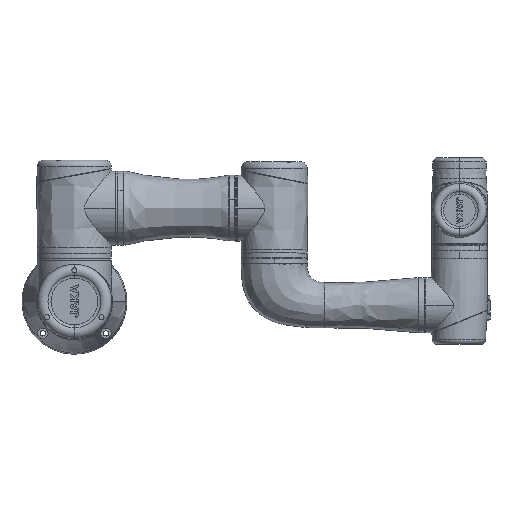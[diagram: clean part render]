
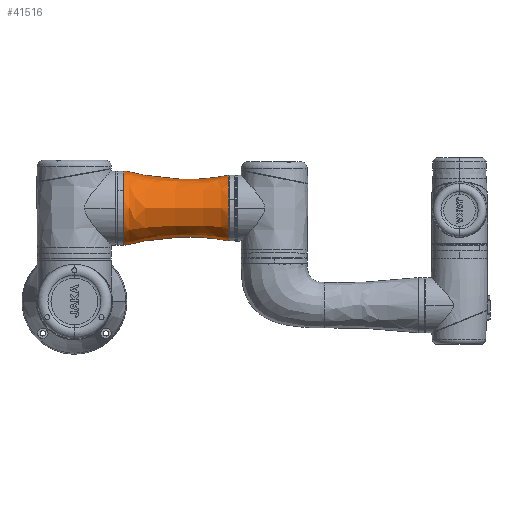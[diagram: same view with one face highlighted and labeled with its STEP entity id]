
A CAD part, top view. The second image highlights one B-rep face of the part: STEP entity #41516.
In plain terms, the highlighted free-form (B-spline) face has degree [2, 3] with [8, 4] control points.
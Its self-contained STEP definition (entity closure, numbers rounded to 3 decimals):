
#145 = CARTESIAN_POINT ( 'NONE',  ( 71.265, 20.89, 87.22 ) ) ;
#457 = CARTESIAN_POINT ( 'NONE',  ( 171.548, 101.753, 74.505 ) ) ;
#2416 = VERTEX_POINT ( 'NONE', #6378 ) ;
#2647 = CARTESIAN_POINT ( 'NONE',  ( 64.512, 19.064, 0. ) ) ;
#3198 = VERTEX_POINT ( 'NONE', #85530 ) ;
#3412 = CIRCLE ( 'NONE', #66284, 45.496 ) ;
#6086 = CARTESIAN_POINT ( 'NONE',  ( 61.008, 19.004, 0. ) ) ;
#6378 = CARTESIAN_POINT ( 'NONE',  ( 61.008, 109.996, 0. ) ) ;
#7253 = EDGE_CURVE ( 'NONE', #3198, #8514, #63223, .T. ) ;
#7553 = CARTESIAN_POINT ( 'NONE',  ( 71.265, 108.11, 0. ) ) ;
#7851 = CARTESIAN_POINT ( 'NONE',  ( 187.86, 24.232, 0. ) ) ;
#8514 = VERTEX_POINT ( 'NONE', #77723 ) ;
#14912 = CARTESIAN_POINT ( 'NONE',  ( 102.582, 27.464, 74.073 ) ) ;
#15231 = CARTESIAN_POINT ( 'NONE',  ( 187.86, 104.768, 80.535 ) ) ;
#17450 = EDGE_CURVE ( 'NONE', #2416, #8514, #78276, .T. ) ;
#18022 = ORIENTED_EDGE ( 'NONE', *, *, #49742, .T. ) ;
#21998 = CARTESIAN_POINT ( 'NONE',  ( 61.008, 109.996, 90.991 ) ) ;
#22304 = CARTESIAN_POINT ( 'NONE',  ( 102.582, 101.536, 0. ) ) ;
#22633 = CARTESIAN_POINT ( 'NONE',  ( 189.953, 24.033, 0. ) ) ;
#23193 = CARTESIAN_POINT ( 'NONE',  ( 61.008, 64.5, 0. ) ) ;
#24096 = CARTESIAN_POINT ( 'NONE',  ( 102.582, 101.536, 0. ) ) ;
#24289 = FACE_OUTER_BOUND ( 'NONE', #93711, .T. ) ;
#24851 = CARTESIAN_POINT ( 'NONE',  ( 102.582, 27.464, 0. ) ) ;
#26808 = DIRECTION ( 'NONE',  ( -1., 0., 0. ) ) ;
#29430 = CARTESIAN_POINT ( 'NONE',  ( 64.512, 19.064, 0. ) ) ;
#29751 = CARTESIAN_POINT ( 'NONE',  ( 145.154, 29.572, 69.856 ) ) ;
#30056 = CARTESIAN_POINT ( 'NONE',  ( 189.953, 104.967, 80.933 ) ) ;
#30596 = DIRECTION ( 'NONE',  ( 0., -1., 0. ) ) ;
#31185 = CARTESIAN_POINT ( 'NONE',  ( 61.008, 109.996, 0. ) ) ;
#31495 = CARTESIAN_POINT ( 'NONE',  ( 171.548, 101.753, 0. ) ) ;
#32256 = CARTESIAN_POINT ( 'NONE',  ( 171.548, 27.247, 0. ) ) ;
#32258 = AXIS2_PLACEMENT_3D ( 'NONE', #70991, #26808, #78452 ) ;
#36833 = CARTESIAN_POINT ( 'NONE',  ( 64.512, 109.936, 90.872 ) ) ;
#37148 = CARTESIAN_POINT ( 'NONE',  ( 145.154, 99.428, 0. ) ) ;
#38943 = CARTESIAN_POINT ( 'NONE',  ( 189.953, 104.967, 0. ) ) ;
#39681 = CARTESIAN_POINT ( 'NONE',  ( 189.953, 24.033, 0. ) ) ;
#41516 = ADVANCED_FACE ( 'NONE', ( #24289 ), #74910, .T. ) ;
#44292 = CARTESIAN_POINT ( 'NONE',  ( 71.265, 20.89, 0. ) ) ;
#44454 = B_SPLINE_CURVE_WITH_KNOTS ( 'NONE', 2,
 ( #45873, #2647, #69050, #24851, #76500, #32256, #83881, #39681 ),
 .UNSPECIFIED., .F., .F.,
 ( 3, 1, 1, 1, 1, 1, 3 ),
 ( 1.48, 21.929, 43.859, 65.788, 87.718, 109.647, 128.438 ),
 .UNSPECIFIED. ) ;
#44614 = CARTESIAN_POINT ( 'NONE',  ( 171.548, 27.247, 74.505 ) ) ;
#45873 = CARTESIAN_POINT ( 'NONE',  ( 61.008, 19.004, 0. ) ) ;
#49742 = EDGE_CURVE ( 'NONE', #68152, #3198, #44454, .T. ) ;
#51726 = CARTESIAN_POINT ( 'NONE',  ( 71.265, 108.11, 87.22 ) ) ;
#52049 = CARTESIAN_POINT ( 'NONE',  ( 171.548, 101.753, 0. ) ) ;
#56648 = ORIENTED_EDGE ( 'NONE', *, *, #17450, .F. ) ;
#59161 = CARTESIAN_POINT ( 'NONE',  ( 102.582, 27.464, 0. ) ) ;
#59464 = CARTESIAN_POINT ( 'NONE',  ( 187.86, 24.232, 80.535 ) ) ;
#63223 = CIRCLE ( 'NONE', #32258, 40.467 ) ;
#65055 = EDGE_CURVE ( 'NONE', #2416, #68152, #3412, .T. ) ;
#66252 = CARTESIAN_POINT ( 'NONE',  ( 61.008, 19.004, 90.991 ) ) ;
#66284 = AXIS2_PLACEMENT_3D ( 'NONE', #23193, #74845, #30596 ) ;
#66558 = CARTESIAN_POINT ( 'NONE',  ( 102.582, 101.536, 74.073 ) ) ;
#66880 = CARTESIAN_POINT ( 'NONE',  ( 187.86, 104.768, 0. ) ) ;
#68152 = VERTEX_POINT ( 'NONE', #6086 ) ;
#68320 = CARTESIAN_POINT ( 'NONE',  ( 71.265, 108.11, 0. ) ) ;
#69050 = CARTESIAN_POINT ( 'NONE',  ( 71.265, 20.89, 0. ) ) ;
#70991 = CARTESIAN_POINT ( 'NONE',  ( 189.953, 64.5, 0. ) ) ;
#73649 = CARTESIAN_POINT ( 'NONE',  ( 61.008, 109.996, 0. ) ) ;
#73962 = CARTESIAN_POINT ( 'NONE',  ( 145.154, 29.572, 0. ) ) ;
#74276 = CARTESIAN_POINT ( 'NONE',  ( 189.953, 24.033, 80.933 ) ) ;
#74845 = DIRECTION ( 'NONE',  ( 1., 0., 0. ) ) ;
#74910 =( BOUNDED_SURFACE ( )  B_SPLINE_SURFACE ( 2, 3, ( 
 ( #80746, #66252, #21998, #73649 ),
 ( #29430, #81059, #36833, #88473 ),
 ( #44292, #145, #51726, #7553 ),
 ( #59161, #14912, #66558, #22304 ),
 ( #73962, #29751, #81375, #37148 ),
 ( #88778, #44614, #457, #52049 ),
 ( #7851, #59464, #15231, #66880 ),
 ( #22633, #74276, #30056, #81687 ) ),
 .UNSPECIFIED., .F., .F., .F. ) 
 B_SPLINE_SURFACE_WITH_KNOTS ( ( 3, 1, 1, 1, 1, 1, 3 ),
 ( 4, 4 ),
 ( 1.48, 21.929, 43.859, 65.788, 87.718, 109.647, 128.438 ),
 ( 0., 1. ),
 .UNSPECIFIED. ) 
 GEOMETRIC_REPRESENTATION_ITEM ( )  RATIONAL_B_SPLINE_SURFACE ( (
 ( 1., 0.333, 0.333, 1.),
 ( 1., 0.333, 0.333, 1.),
 ( 1., 0.333, 0.333, 1.),
 ( 1., 0.333, 0.333, 1.),
 ( 1., 0.333, 0.333, 1.),
 ( 1., 0.333, 0.333, 1.),
 ( 1., 0.333, 0.333, 1.),
 ( 1., 0.333, 0.333, 1.) ) ) 
 REPRESENTATION_ITEM ( '' )  SURFACE ( )  );
#75753 = CARTESIAN_POINT ( 'NONE',  ( 145.154, 99.428, 0. ) ) ;
#76500 = CARTESIAN_POINT ( 'NONE',  ( 145.154, 29.572, 0. ) ) ;
#77723 = CARTESIAN_POINT ( 'NONE',  ( 189.953, 104.967, 0. ) ) ;
#78276 = B_SPLINE_CURVE_WITH_KNOTS ( 'NONE', 2,
 ( #31185, #82836, #68320, #24096, #75753, #31495, #83141, #38943 ),
 .UNSPECIFIED., .F., .F.,
 ( 3, 1, 1, 1, 1, 1, 3 ),
 ( 1.48, 21.929, 43.859, 65.788, 87.718, 109.647, 128.438 ),
 .UNSPECIFIED. ) ;
#78452 = DIRECTION ( 'NONE',  ( 0., -1., 0. ) ) ;
#80746 = CARTESIAN_POINT ( 'NONE',  ( 61.008, 19.004, 0. ) ) ;
#81059 = CARTESIAN_POINT ( 'NONE',  ( 64.512, 19.064, 90.872 ) ) ;
#81375 = CARTESIAN_POINT ( 'NONE',  ( 145.154, 99.428, 69.856 ) ) ;
#81687 = CARTESIAN_POINT ( 'NONE',  ( 189.953, 104.967, 0. ) ) ;
#82836 = CARTESIAN_POINT ( 'NONE',  ( 64.512, 109.936, 0. ) ) ;
#83141 = CARTESIAN_POINT ( 'NONE',  ( 187.86, 104.768, 0. ) ) ;
#83881 = CARTESIAN_POINT ( 'NONE',  ( 187.86, 24.232, 0. ) ) ;
#85530 = CARTESIAN_POINT ( 'NONE',  ( 189.953, 24.033, 0. ) ) ;
#88473 = CARTESIAN_POINT ( 'NONE',  ( 64.512, 109.936, 0. ) ) ;
#88778 = CARTESIAN_POINT ( 'NONE',  ( 171.548, 27.247, 0. ) ) ;
#89026 = ORIENTED_EDGE ( 'NONE', *, *, #7253, .T. ) ;
#93089 = ORIENTED_EDGE ( 'NONE', *, *, #65055, .T. ) ;
#93711 = EDGE_LOOP ( 'NONE', ( #56648, #93089, #18022, #89026 ) ) ;
